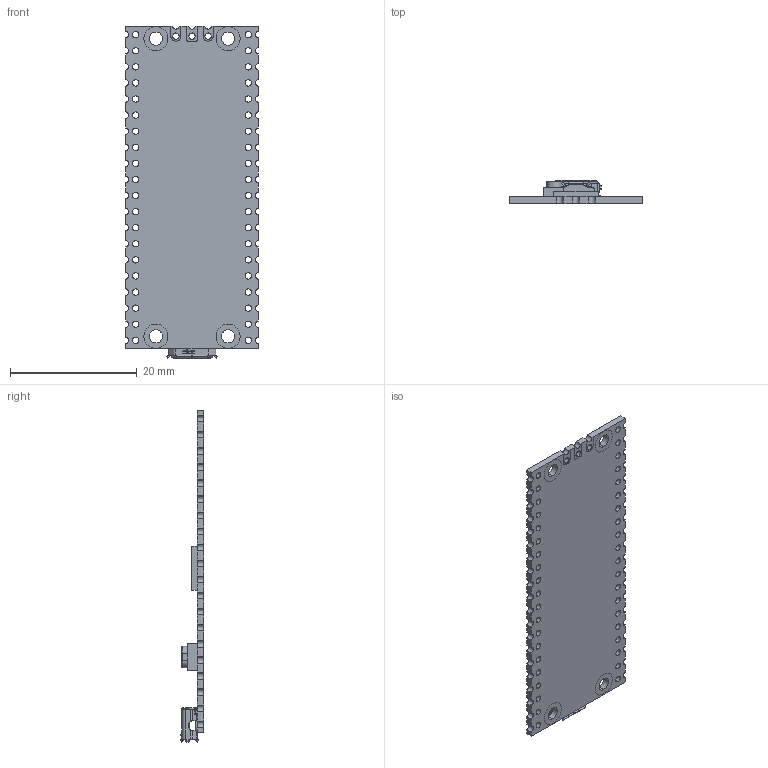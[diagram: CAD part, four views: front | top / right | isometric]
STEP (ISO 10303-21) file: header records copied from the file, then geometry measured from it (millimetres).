
FILE_DESCRIPTION (( 'STEP AP214' ), '1' );
FILE_NAME ('Raspberry Pi Pico-R3-Simplified.STEP', '2024-07-26T02:24:10', ( '' ), ( '' ), 'SwSTEP 2.0', 'SolidWorks 2023', '' );
FILE_SCHEMA (( 'AUTOMOTIVE_DESIGN' ));
Length unit declared in the file: millimetre
Products named in the file (5): SW1, Tact Switch, Raspberry Pi Pico-R3; Raspberry Pi Pico-R3-Simplified; RP2040 Microcontroller, Raspberry Pi Pico-R3; MicroUSB Port, Raspberry Pi Pico-R3; PCB, Raspberry Pi Pico-R3
Assembly tree (4 placements, depth 2):
  Raspberry Pi Pico-R3-Simplified
    PCB, Raspberry Pi Pico-R3
    MicroUSB Port, Raspberry Pi Pico-R3
    RP2040 Microcontroller, Raspberry Pi Pico-R3
    SW1, Tact Switch, Raspberry Pi Pico-R3
Bounding box: 21 x 3.69 x 52.43 mm (x, y, z)
Volume: 1122.4 mm3; surface area: 2835.8 mm2
Topology: 10 solids, 10 shells, 1669 faces, 4326 edges, 2652 vertices
Faces by surface type: cylinder 737, plane 582, torus 252, bspline 78, sphere 20
Entity records: 52075 total; most frequent: CARTESIAN_POINT 10539, DIRECTION 9002, ORIENTED_EDGE 8612, EDGE_CURVE 4306, AXIS2_PLACEMENT_3D 3304, VERTEX_POINT 2652, LINE 2394, VECTOR 2394
